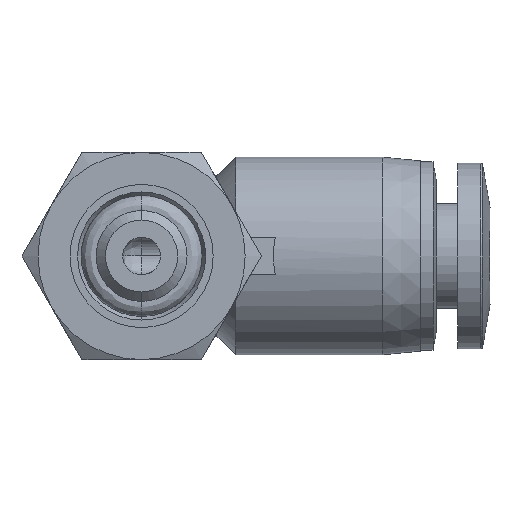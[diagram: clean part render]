
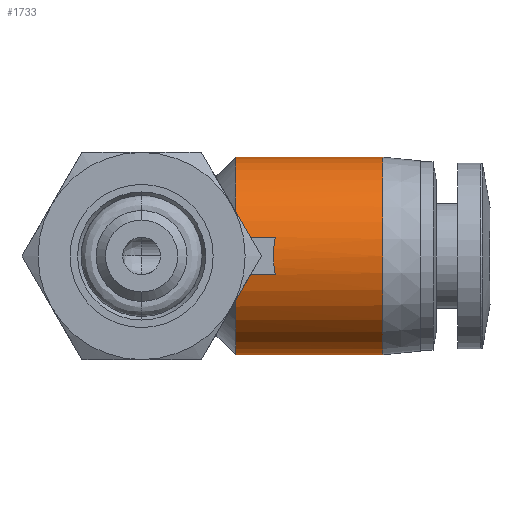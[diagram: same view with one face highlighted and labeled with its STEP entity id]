
A CAD part, front view. The second image highlights one B-rep face of the part: STEP entity #1733.
In plain terms, the highlighted cylindrical face has radius 5.25 mm (diameter 10.5 mm), a partial arc.
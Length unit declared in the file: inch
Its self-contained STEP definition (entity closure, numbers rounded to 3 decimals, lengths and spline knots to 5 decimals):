
#24 = EDGE_CURVE ( 'NONE', #597, #1669, #2121, .T. ) ;
#60 = LINE ( 'NONE', #2589, #2473 ) ;
#154 = CARTESIAN_POINT ( 'NONE',  ( 0.35039, 0.24985, 0.03937 ) ) ;
#163 = EDGE_CURVE ( 'NONE', #3152, #1736, #1923, .T. ) ;
#165 = DIRECTION ( 'NONE',  ( 1., 0., 0. ) ) ;
#199 = CIRCLE ( 'NONE', #2926, 0.20669 ) ;
#211 = CARTESIAN_POINT ( 'NONE',  ( 0.19685, 0.45276, 0.20669 ) ) ;
#255 = CARTESIAN_POINT ( 'NONE',  ( 0.27431, 0.24479, 0.01329 ) ) ;
#387 = VERTEX_POINT ( 'NONE', #1023 ) ;
#486 = CYLINDRICAL_SURFACE ( 'NONE', #1499, 0.20669 ) ;
#494 = ORIENTED_EDGE ( 'NONE', *, *, #1296, .T. ) ;
#590 = VERTEX_POINT ( 'NONE', #2572 ) ;
#597 = VERTEX_POINT ( 'NONE', #2562 ) ;
#600 = VERTEX_POINT ( 'NONE', #2511 ) ;
#608 = LINE ( 'NONE', #154, #1297 ) ;
#646 = CIRCLE ( 'NONE', #3240, 0.20669 ) ;
#686 = CARTESIAN_POINT ( 'NONE',  ( 0.19685, 0.45276, -0.20669 ) ) ;
#777 = CARTESIAN_POINT ( 'NONE',  ( 0.50394, 0.45276, -0.20669 ) ) ;
#827 = EDGE_CURVE ( 'NONE', #1736, #387, #646, .T. ) ;
#932 = ORIENTED_EDGE ( 'NONE', *, *, #947, .T. ) ;
#947 = EDGE_CURVE ( 'NONE', #590, #600, #608, .T. ) ;
#1007 = DIRECTION ( 'NONE',  ( 0., 0., -1. ) ) ;
#1023 = CARTESIAN_POINT ( 'NONE',  ( 0.50394, 0.45276, 0.20669 ) ) ;
#1039 = CARTESIAN_POINT ( 'NONE',  ( 0.27937, 0.24985, -0.03937 ) ) ;
#1058 = DIRECTION ( 'NONE',  ( 1., 0., 0. ) ) ;
#1221 = CARTESIAN_POINT ( 'NONE',  ( 0.19685, 0.24985, -0.03937 ) ) ;
#1296 = EDGE_CURVE ( 'NONE', #600, #597, #1780, .T. ) ;
#1297 = VECTOR ( 'NONE', #3051, 39.37008 ) ;
#1407 = CARTESIAN_POINT ( 'NONE',  ( 0.35039, 0.24985, -0.03937 ) ) ;
#1440 = ORIENTED_EDGE ( 'NONE', *, *, #24, .T. ) ;
#1499 = AXIS2_PLACEMENT_3D ( 'NONE', #1796, #2786, #1007 ) ;
#1669 = VERTEX_POINT ( 'NONE', #1221 ) ;
#1681 = AXIS2_PLACEMENT_3D ( 'NONE', #2557, #1058, #2818 ) ;
#1694 = CARTESIAN_POINT ( 'NONE',  ( 0.19685, 0.45276, 0. ) ) ;
#1733 = ADVANCED_FACE ( 'NONE', ( #1812 ), #486, .T. ) ;
#1736 = VERTEX_POINT ( 'NONE', #777 ) ;
#1780 =( BOUNDED_CURVE ( )  B_SPLINE_CURVE ( 3, ( #2047, #255, #2536, #1039 ),
 .UNSPECIFIED., .F., .F. ) 
 B_SPLINE_CURVE_WITH_KNOTS ( ( 4, 4 ),
 ( 2.94995, 3.33324 ),
 .UNSPECIFIED. ) 
 CURVE ( )  GEOMETRIC_REPRESENTATION_ITEM ( )  RATIONAL_B_SPLINE_CURVE ( ( 1., 0.988, 0.988, 1. ) ) 
 REPRESENTATION_ITEM ( '' )  );
#1796 = CARTESIAN_POINT ( 'NONE',  ( 0.35039, 0.45276, 0. ) ) ;
#1812 = FACE_OUTER_BOUND ( 'NONE', #2129, .T. ) ;
#1923 = LINE ( 'NONE', #2962, #2075 ) ;
#1957 = ORIENTED_EDGE ( 'NONE', *, *, #2905, .T. ) ;
#1958 = DIRECTION ( 'NONE',  ( 0., 0., -1. ) ) ;
#2047 = CARTESIAN_POINT ( 'NONE',  ( 0.27937, 0.24985, 0.03937 ) ) ;
#2075 = VECTOR ( 'NONE', #2927, 39.37008 ) ;
#2079 = EDGE_CURVE ( 'NONE', #2626, #590, #199, .T. ) ;
#2121 = LINE ( 'NONE', #1407, #2152 ) ;
#2129 = EDGE_LOOP ( 'NONE', ( #2264, #2398, #932, #494, #1440, #1957, #3210, #2303 ) ) ;
#2152 = VECTOR ( 'NONE', #2829, 39.37008 ) ;
#2172 = DIRECTION ( 'NONE',  ( 0., 0., -1. ) ) ;
#2181 = DIRECTION ( 'NONE',  ( -1., 0., 0. ) ) ;
#2189 = CARTESIAN_POINT ( 'NONE',  ( 0.50394, 0.45276, 0. ) ) ;
#2264 = ORIENTED_EDGE ( 'NONE', *, *, #2996, .F. ) ;
#2303 = ORIENTED_EDGE ( 'NONE', *, *, #827, .T. ) ;
#2392 = CIRCLE ( 'NONE', #1681, 0.20669 ) ;
#2398 = ORIENTED_EDGE ( 'NONE', *, *, #2079, .T. ) ;
#2473 = VECTOR ( 'NONE', #2848, 39.37008 ) ;
#2511 = CARTESIAN_POINT ( 'NONE',  ( 0.27937, 0.24985, 0.03937 ) ) ;
#2536 = CARTESIAN_POINT ( 'NONE',  ( 0.27431, 0.24479, -0.01329 ) ) ;
#2557 = CARTESIAN_POINT ( 'NONE',  ( 0.19685, 0.45276, 0. ) ) ;
#2562 = CARTESIAN_POINT ( 'NONE',  ( 0.27937, 0.24985, -0.03937 ) ) ;
#2572 = CARTESIAN_POINT ( 'NONE',  ( 0.19685, 0.24985, 0.03937 ) ) ;
#2589 = CARTESIAN_POINT ( 'NONE',  ( 0.35039, 0.45276, 0.20669 ) ) ;
#2626 = VERTEX_POINT ( 'NONE', #211 ) ;
#2786 = DIRECTION ( 'NONE',  ( 1., 0., 0. ) ) ;
#2818 = DIRECTION ( 'NONE',  ( 0., 0., -1. ) ) ;
#2829 = DIRECTION ( 'NONE',  ( -1., 0., 0. ) ) ;
#2848 = DIRECTION ( 'NONE',  ( 1., 0., 0. ) ) ;
#2905 = EDGE_CURVE ( 'NONE', #1669, #3152, #2392, .T. ) ;
#2926 = AXIS2_PLACEMENT_3D ( 'NONE', #1694, #165, #1958 ) ;
#2927 = DIRECTION ( 'NONE',  ( 1., 0., 0. ) ) ;
#2962 = CARTESIAN_POINT ( 'NONE',  ( 0.35039, 0.45276, -0.20669 ) ) ;
#2996 = EDGE_CURVE ( 'NONE', #2626, #387, #60, .T. ) ;
#3051 = DIRECTION ( 'NONE',  ( 1., 0., 0. ) ) ;
#3152 = VERTEX_POINT ( 'NONE', #686 ) ;
#3210 = ORIENTED_EDGE ( 'NONE', *, *, #163, .T. ) ;
#3240 = AXIS2_PLACEMENT_3D ( 'NONE', #2189, #2181, #2172 ) ;
